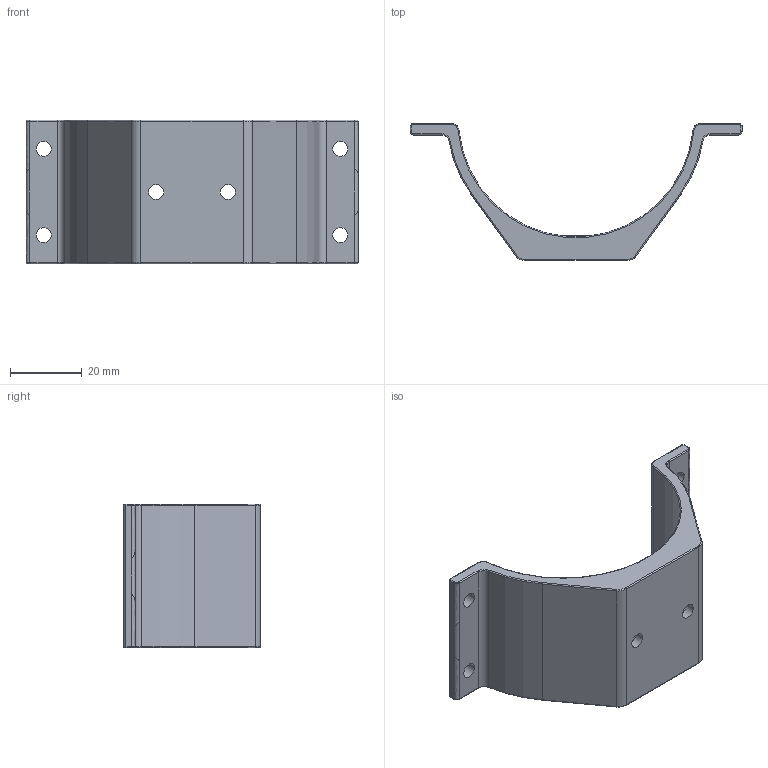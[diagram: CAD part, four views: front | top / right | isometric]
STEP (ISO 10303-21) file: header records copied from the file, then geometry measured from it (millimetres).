
FILE_DESCRIPTION(/* description */ ('STEP AP214'),/* implementation_level */ '2;1');
FILE_NAME(/* name */ 'USBL mount.step',/* time_stamp */ '2025-05-12T16:04:45+02:00',/* author */ (''),/* organization */ (''),/* preprocessor_version */ 'ST-DEVELOPER v20.1',/* originating_system */ 'Autodesk Translation Framework v14.4.0.0',/* authorisation */ '');
FILE_SCHEMA (('AUTOMOTIVE_DESIGN { 1 0 10303 214 3 1 1 }'));
Length unit declared in the file: millimetre
Products named in the file (1): WTE2-M-CLAMP
Bounding box: 92.41 x 38.05 x 40.02 mm (x, y, z)
Volume: 23395.1 mm3; surface area: 12104.3 mm2
Topology: 1 solids, 1 shells, 94 faces, 214 edges, 124 vertices
Faces by surface type: cylinder 45, torus 18, plane 15, sphere 8, bspline 8
Full cylindrical faces by diameter (mm): 4.2 x6, 10 x2
Entity records: 5659 total; most frequent: CARTESIAN_POINT 3468, DIRECTION 480, ORIENTED_EDGE 428, EDGE_CURVE 214, AXIS2_PLACEMENT_3D 197, VERTEX_POINT 124, CIRCLE 110, EDGE_LOOP 108
